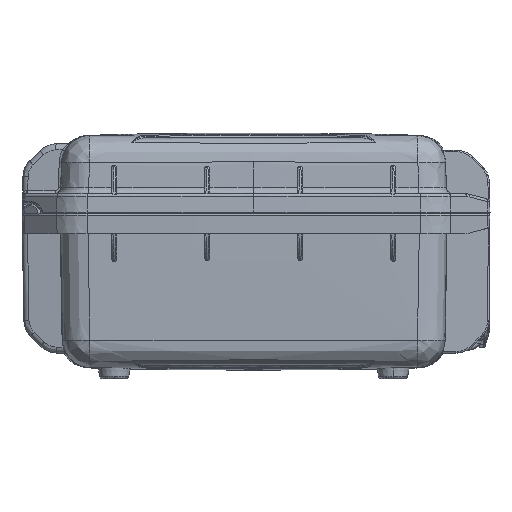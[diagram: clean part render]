
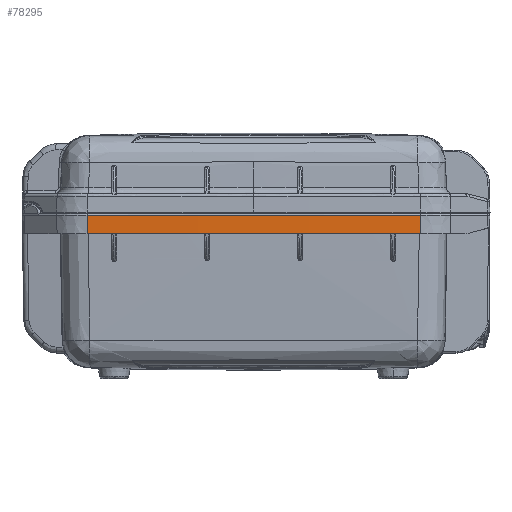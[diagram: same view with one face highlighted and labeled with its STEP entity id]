
A CAD part, left-side view. The second image highlights one B-rep face of the part: STEP entity #78295.
In plain terms, the highlighted conical face has half-angle 2 degrees and reference radius 5910.58 mm.
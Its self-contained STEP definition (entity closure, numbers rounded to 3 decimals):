
#32 = DIRECTION ( 'NONE',  ( 0., 0., -1. ) ) ;
#1898 = CARTESIAN_POINT ( 'NONE',  ( -179.022, 107.5, -1. ) ) ;
#3401 = CARTESIAN_POINT ( 'NONE',  ( -179.022, 107.5, -1. ) ) ;
#7459 = DIRECTION ( 'NONE',  ( -1., 0., 0. ) ) ;
#7675 = VERTEX_POINT ( 'NONE', #161588 ) ;
#18605 = EDGE_LOOP ( 'NONE', ( #67051, #84040, #76932, #56750 ) ) ;
#24507 = CARTESIAN_POINT ( 'NONE',  ( 5730.583, 0., -1. ) ) ;
#30167 = EDGE_CURVE ( 'NONE', #186765, #48338, #64954, .T. ) ;
#48338 = VERTEX_POINT ( 'NONE', #1898 ) ;
#50061 = EDGE_CURVE ( 'NONE', #195213, #48338, #177154, .T. ) ;
#56750 = ORIENTED_EDGE ( 'NONE', *, *, #156177, .T. ) ;
#64954 = CIRCLE ( 'NONE', #184571, 5910.583 ) ;
#67051 = ORIENTED_EDGE ( 'NONE', *, *, #30167, .T. ) ;
#67903 = AXIS2_PLACEMENT_3D ( 'NONE', #99319, #220853, #136765 ) ;
#76932 = ORIENTED_EDGE ( 'NONE', *, *, #210101, .F. ) ;
#78295 = ADVANCED_FACE ( 'NONE', ( #168594 ), #129474, .T. ) ;
#84040 = ORIENTED_EDGE ( 'NONE', *, *, #50061, .F. ) ;
#85436 = VECTOR ( 'NONE', #213478, 1000. ) ;
#91064 = DIRECTION ( 'NONE',  ( -0.035, -0.001, 0.999 ) ) ;
#93797 = DIRECTION ( 'NONE',  ( 0., 0., -1. ) ) ;
#99319 = CARTESIAN_POINT ( 'NONE',  ( 5730.583, 0., -1. ) ) ;
#110563 = AXIS2_PLACEMENT_3D ( 'NONE', #187485, #32, #220455 ) ;
#128519 = CIRCLE ( 'NONE', #110563, 5910.164 ) ;
#129474 = CONICAL_SURFACE ( 'NONE', #67903, 5910.583, 0.035 ) ;
#132687 = CARTESIAN_POINT ( 'NONE',  ( -178.603, 107.493, -13. ) ) ;
#136765 = DIRECTION ( 'NONE',  ( 0., -1., 0. ) ) ;
#156177 = EDGE_CURVE ( 'NONE', #7675, #186765, #163667, .T. ) ;
#161588 = CARTESIAN_POINT ( 'NONE',  ( -178.603, -107.493, -13. ) ) ;
#163055 = VECTOR ( 'NONE', #91064, 1000. ) ;
#163667 = LINE ( 'NONE', #198846, #163055 ) ;
#168594 = FACE_OUTER_BOUND ( 'NONE', #18605, .T. ) ;
#177154 = LINE ( 'NONE', #3401, #85436 ) ;
#184571 = AXIS2_PLACEMENT_3D ( 'NONE', #24507, #93797, #7459 ) ;
#186765 = VERTEX_POINT ( 'NONE', #194149 ) ;
#187485 = CARTESIAN_POINT ( 'NONE',  ( 5730.583, 0., -13. ) ) ;
#194149 = CARTESIAN_POINT ( 'NONE',  ( -179.022, -107.5, -1. ) ) ;
#195213 = VERTEX_POINT ( 'NONE', #132687 ) ;
#198846 = CARTESIAN_POINT ( 'NONE',  ( -179.022, -107.5, -1. ) ) ;
#210101 = EDGE_CURVE ( 'NONE', #7675, #195213, #128519, .T. ) ;
#213478 = DIRECTION ( 'NONE',  ( -0.035, 0.001, 0.999 ) ) ;
#220455 = DIRECTION ( 'NONE',  ( 0., -1., 0. ) ) ;
#220853 = DIRECTION ( 'NONE',  ( 0., 0., 1. ) ) ;
